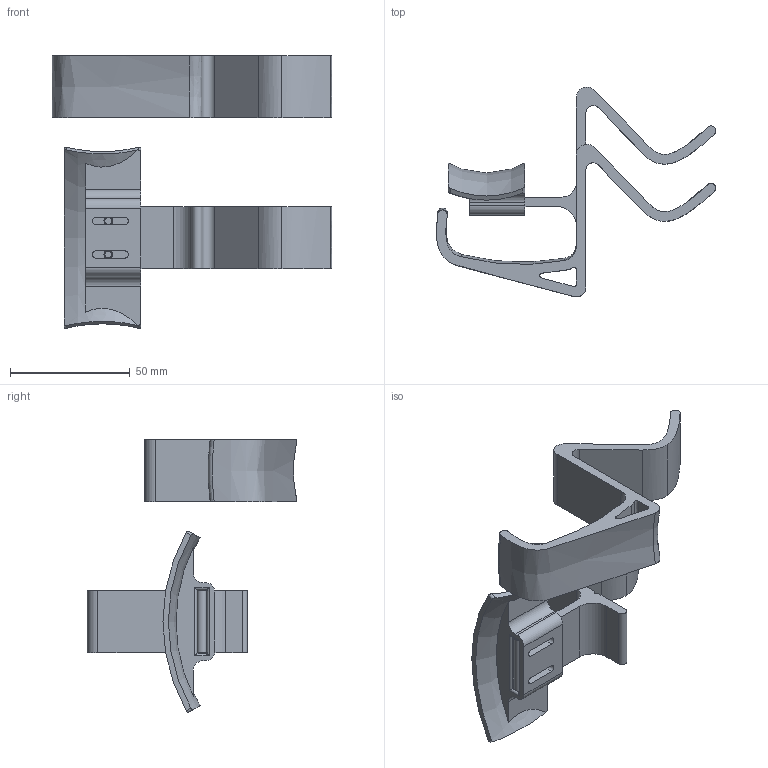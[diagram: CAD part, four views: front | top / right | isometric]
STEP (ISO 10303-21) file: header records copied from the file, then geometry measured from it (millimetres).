
FILE_DESCRIPTION(/* description */ (''),/* implementation_level */ '2;1');
FILE_NAME(/* name */ 'Hedset Hook v11.step',/* time_stamp */ '2022-08-26T09:44:17-04:00',/* author */ (''),/* organization */ (''),/* preprocessor_version */ 'ST-DEVELOPER v19',/* originating_system */ 'Autodesk Translation Framework v11.7.0.108',/* authorisation */ '');
FILE_SCHEMA (('AUTOMOTIVE_DESIGN { 1 0 10303 214 3 1 1 }'));
Length unit declared in the file: millimetre
Products named in the file (1): Hedset Hook
Bounding box: 116.69 x 87.62 x 113.84 mm (x, y, z)
Volume: 58833.7 mm3; surface area: 32978.1 mm2
Topology: 3 solids, 7 shells, 122 faces, 315 edges, 204 vertices
Faces by surface type: plane 49, cylinder 38, bspline 27, torus 5, cone 3
Full cylindrical faces by diameter (mm): 2.86 x2
Entity records: 5194 total; most frequent: CARTESIAN_POINT 2344, ORIENTED_EDGE 618, DIRECTION 516, EDGE_CURVE 309, VERTEX_POINT 204, AXIS2_PLACEMENT_3D 185, LINE 146, VECTOR 146
